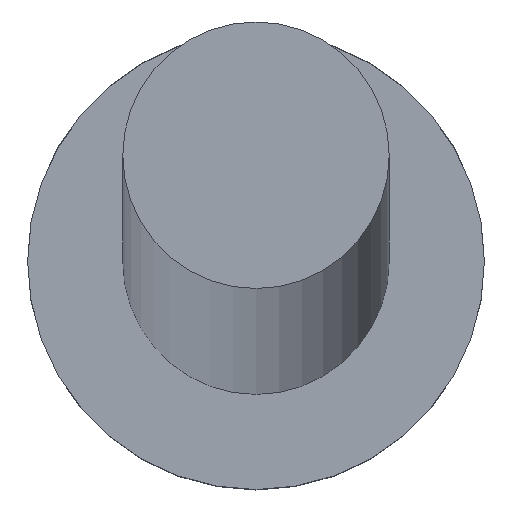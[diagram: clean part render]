
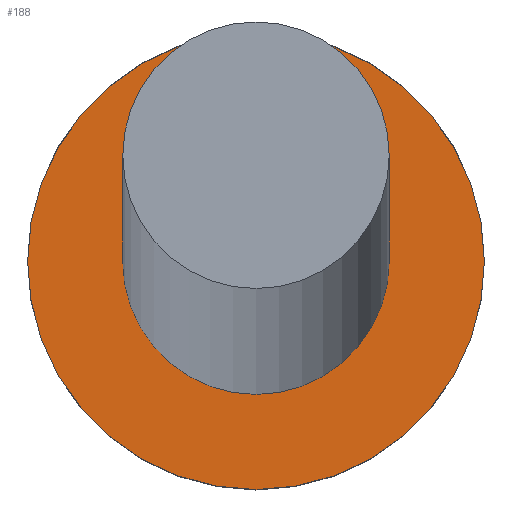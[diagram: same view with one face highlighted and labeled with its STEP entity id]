
A CAD part, top view. The second image highlights one B-rep face of the part: STEP entity #188.
In plain terms, the highlighted planar face has unit normal (0, 0, 1).
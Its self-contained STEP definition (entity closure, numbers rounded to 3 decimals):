
#17 = CARTESIAN_POINT ( 'NONE',  ( 3., 0., 3. ) ) ;
#20 = DIRECTION ( 'NONE',  ( 0., 0., 1. ) ) ;
#38 = ORIENTED_EDGE ( 'NONE', *, *, #175, .T. ) ;
#40 = DIRECTION ( 'NONE',  ( 0., 0., 1. ) ) ;
#51 = VERTEX_POINT ( 'NONE', #243 ) ;
#55 = CIRCLE ( 'NONE', #81, 1.75 ) ;
#61 = DIRECTION ( 'NONE',  ( 0., 0., 1. ) ) ;
#62 = PLANE ( 'NONE',  #227 ) ;
#75 = EDGE_LOOP ( 'NONE', ( #239, #108 ) ) ;
#76 = CIRCLE ( 'NONE', #203, 3. ) ;
#78 = CARTESIAN_POINT ( 'NONE',  ( 0., 0., 3. ) ) ;
#79 = DIRECTION ( 'NONE',  ( 1., 0., 0. ) ) ;
#81 = AXIS2_PLACEMENT_3D ( 'NONE', #78, #20, #130 ) ;
#82 = CARTESIAN_POINT ( 'NONE',  ( 0., 0., 3. ) ) ;
#108 = ORIENTED_EDGE ( 'NONE', *, *, #173, .F. ) ;
#113 = CARTESIAN_POINT ( 'NONE',  ( 0., 0., 3. ) ) ;
#119 = AXIS2_PLACEMENT_3D ( 'NONE', #82, #233, #234 ) ;
#130 = DIRECTION ( 'NONE',  ( 1., 0., 0. ) ) ;
#132 = EDGE_CURVE ( 'NONE', #142, #163, #76, .T. ) ;
#133 = FACE_BOUND ( 'NONE', #75, .T. ) ;
#142 = VERTEX_POINT ( 'NONE', #17 ) ;
#143 = EDGE_CURVE ( 'NONE', #51, #223, #55, .T. ) ;
#149 = CARTESIAN_POINT ( 'NONE',  ( 1.75, 0., 3. ) ) ;
#150 = CARTESIAN_POINT ( 'NONE',  ( 0., 0., 3. ) ) ;
#163 = VERTEX_POINT ( 'NONE', #253 ) ;
#173 = EDGE_CURVE ( 'NONE', #223, #51, #194, .T. ) ;
#175 = EDGE_CURVE ( 'NONE', #163, #142, #187, .T. ) ;
#176 = CARTESIAN_POINT ( 'NONE',  ( 0., 0., 3. ) ) ;
#179 = AXIS2_PLACEMENT_3D ( 'NONE', #113, #61, #79 ) ;
#187 = CIRCLE ( 'NONE', #179, 3. ) ;
#188 = ADVANCED_FACE ( 'NONE', ( #133, #195 ), #62, .T. ) ;
#190 = ORIENTED_EDGE ( 'NONE', *, *, #132, .T. ) ;
#194 = CIRCLE ( 'NONE', #119, 1.75 ) ;
#195 = FACE_OUTER_BOUND ( 'NONE', #221, .T. ) ;
#197 = DIRECTION ( 'NONE',  ( 0., 0., 1. ) ) ;
#203 = AXIS2_PLACEMENT_3D ( 'NONE', #150, #40, #232 ) ;
#217 = DIRECTION ( 'NONE',  ( 1., 0., 0. ) ) ;
#221 = EDGE_LOOP ( 'NONE', ( #38, #190 ) ) ;
#223 = VERTEX_POINT ( 'NONE', #149 ) ;
#227 = AXIS2_PLACEMENT_3D ( 'NONE', #176, #197, #217 ) ;
#232 = DIRECTION ( 'NONE',  ( 1., 0., 0. ) ) ;
#233 = DIRECTION ( 'NONE',  ( 0., 0., 1. ) ) ;
#234 = DIRECTION ( 'NONE',  ( 1., 0., 0. ) ) ;
#239 = ORIENTED_EDGE ( 'NONE', *, *, #143, .F. ) ;
#243 = CARTESIAN_POINT ( 'NONE',  ( -1.75, 0., 3. ) ) ;
#253 = CARTESIAN_POINT ( 'NONE',  ( -3., 0., 3. ) ) ;
